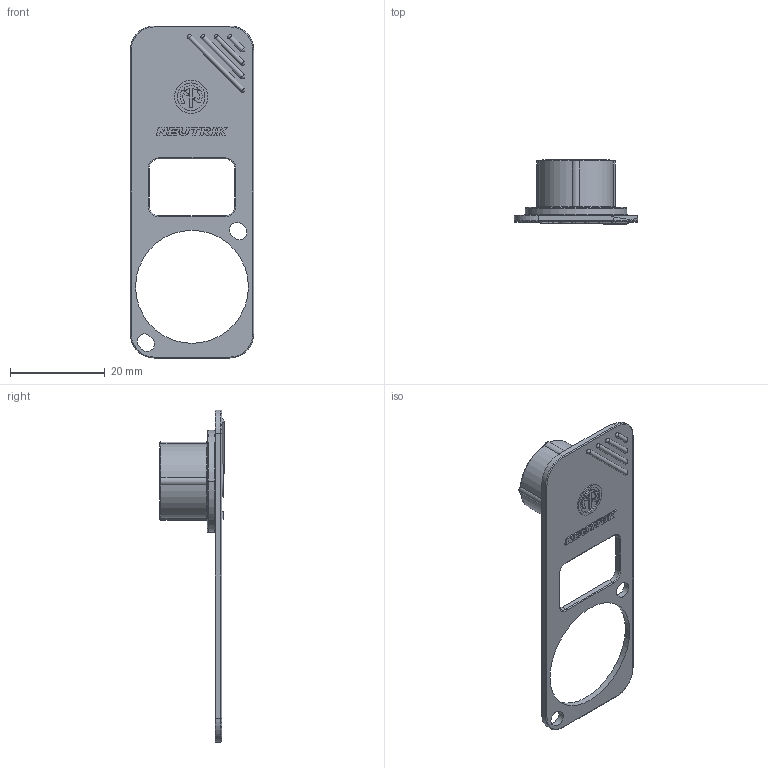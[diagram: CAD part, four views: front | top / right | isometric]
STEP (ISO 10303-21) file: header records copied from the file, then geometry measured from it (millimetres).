
FILE_DESCRIPTION((''),'2;1');
FILE_NAME('SCDM','2019-10-15T07:26:49',('odo'),(''),'CREO PARAMETRIC BY PTC INC, 2019080','CREO PARAMETRIC BY PTC INC, 2019080','');
FILE_SCHEMA(('CONFIG_CONTROL_DESIGN'));
Length unit declared in the file: millimetre
Products named in the file (1): SCDM
Bounding box: 26 x 13.5 x 70 mm (x, y, z)
Volume: 2570.8 mm3; surface area: 3784.4 mm2
Topology: 1 solids, 1 shells, 217 faces, 557 edges, 354 vertices
Faces by surface type: plane 103, cylinder 65, torus 36, sphere 8, bspline 3, extrusion 2
Entity records: 6794 total; most frequent: CARTESIAN_POINT 1407, DIRECTION 1138, ORIENTED_EDGE 1098, EDGE_CURVE 549, AXIS2_PLACEMENT_3D 408, VERTEX_POINT 354, VECTOR 322, LINE 320
